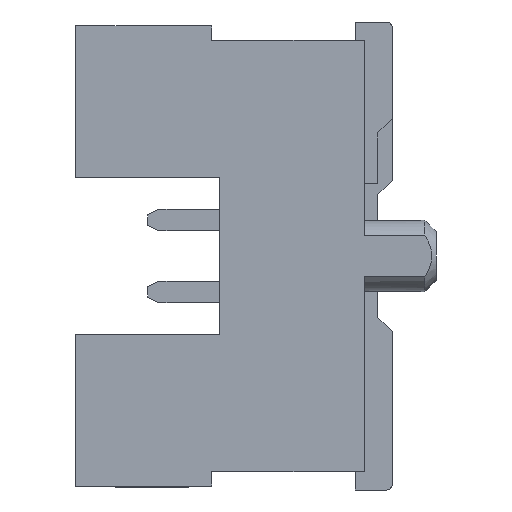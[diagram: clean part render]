
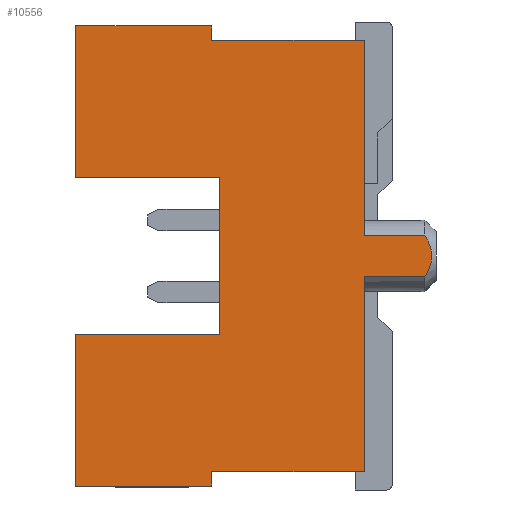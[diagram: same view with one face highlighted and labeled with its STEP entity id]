
A CAD part, left-side view. The second image highlights one B-rep face of the part: STEP entity #10556.
In plain terms, the highlighted planar face has unit normal (-1, 0, 0).
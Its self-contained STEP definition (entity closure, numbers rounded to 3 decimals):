
#733=DIRECTION('',(0.,1.,0.));
#734=VECTOR('',#733,2.54);
#735=CARTESIAN_POINT('',(-4.445,2.56,-1.395));
#736=LINE('',#735,#734);
#969=DIRECTION('',(0.,1.,0.));
#970=VECTOR('',#969,2.7);
#971=CARTESIAN_POINT('',(-4.445,0.,3.81));
#972=LINE('',#971,#970);
#977=DIRECTION('',(0.,0.,1.));
#978=VECTOR('',#977,0.255);
#979=CARTESIAN_POINT('',(-4.445,2.7,3.81));
#980=LINE('',#979,#978);
#989=DIRECTION('',(0.,-1.,0.));
#990=VECTOR('',#989,2.4);
#991=CARTESIAN_POINT('',(-4.445,5.1,4.065));
#992=LINE('',#991,#990);
#993=DIRECTION('',(0.,0.,1.));
#994=VECTOR('',#993,3.44);
#995=CARTESIAN_POINT('',(-4.445,0.,-3.81));
#996=LINE('',#995,#994);
#997=DIRECTION('',(0.,0.,-1.));
#998=VECTOR('',#997,2.67);
#999=CARTESIAN_POINT('',(-4.445,5.1,-1.395));
#1000=LINE('',#999,#998);
#1001=DIRECTION('',(0.,-1.,0.));
#1002=VECTOR('',#1001,2.54);
#1003=CARTESIAN_POINT('',(-4.445,5.1,1.395));
#1004=LINE('',#1003,#1002);
#1005=DIRECTION('',(0.,0.,-1.));
#1006=VECTOR('',#1005,2.67);
#1007=CARTESIAN_POINT('',(-4.445,5.1,4.065));
#1008=LINE('',#1007,#1006);
#1009=DIRECTION('',(0.,0.,1.));
#1010=VECTOR('',#1009,3.44);
#1011=CARTESIAN_POINT('',(-4.445,0.,0.37));
#1012=LINE('',#1011,#1010);
#1033=DIRECTION('',(0.,1.,0.));
#1034=VECTOR('',#1033,1.07);
#1035=CARTESIAN_POINT('',(-4.445,-1.07,
0.37));
#1036=LINE('',#1035,#1034);
#1037=DIRECTION('',(0.,-1.,0.));
#1038=VECTOR('',#1037,1.07);
#1039=CARTESIAN_POINT('',(-4.445,0.,-0.37));
#1040=LINE('',#1039,#1038);
#1053=CARTESIAN_POINT('',(-4.445,-1.07,
-0.37));
#1054=CARTESIAN_POINT('',(-4.445,-1.093,
-0.33));
#1055=CARTESIAN_POINT('',(-4.445,-1.134,
-0.253));
#1056=CARTESIAN_POINT('',(-4.445,-1.172,
-0.147));
#1057=CARTESIAN_POINT('',(-4.445,-1.191,
-0.048));
#1058=CARTESIAN_POINT('',(-4.445,-1.191,
0.048));
#1059=CARTESIAN_POINT('',(-4.445,-1.172,
0.147));
#1060=CARTESIAN_POINT('',(-4.445,-1.134,
0.253));
#1061=CARTESIAN_POINT('',(-4.445,-1.093,
0.33));
#1062=CARTESIAN_POINT('',(-4.445,-1.07,
0.37));
#1093=DIRECTION('',(0.,-1.,0.));
#1094=VECTOR('',#1093,2.7);
#1095=CARTESIAN_POINT('',(-4.445,2.7,-3.81));
#1096=LINE('',#1095,#1094);
#1125=DIRECTION('',(0.,0.,1.));
#1126=VECTOR('',#1125,0.255);
#1127=CARTESIAN_POINT('',(-4.445,2.7,-4.065));
#1128=LINE('',#1127,#1126);
#1137=DIRECTION('',(0.,1.,0.));
#1138=VECTOR('',#1137,2.4);
#1139=CARTESIAN_POINT('',(-4.445,2.7,-4.065));
#1140=LINE('',#1139,#1138);
#2053=DIRECTION('',(0.,0.,-1.));
#2054=VECTOR('',#2053,2.79);
#2055=CARTESIAN_POINT('',(-4.445,2.56,1.395));
#2056=LINE('',#2055,#2054);
#8225=CARTESIAN_POINT('',(-4.445,0.,3.81));
#8226=VERTEX_POINT('',#8225);
#8227=CARTESIAN_POINT('',(-4.445,0.,0.37));
#8228=VERTEX_POINT('',#8227);
#8229=CARTESIAN_POINT('',(-4.445,0.,-0.37));
#8230=VERTEX_POINT('',#8229);
#8231=CARTESIAN_POINT('',(-4.445,0.,-3.81));
#8232=VERTEX_POINT('',#8231);
#8383=CARTESIAN_POINT('',(-4.445,5.1,4.065));
#8384=VERTEX_POINT('',#8383);
#8385=CARTESIAN_POINT('',(-4.445,5.1,1.395));
#8386=VERTEX_POINT('',#8385);
#8389=CARTESIAN_POINT('',(-4.445,5.1,-1.395));
#8390=VERTEX_POINT('',#8389);
#8391=CARTESIAN_POINT('',(-4.445,5.1,-4.065));
#8392=VERTEX_POINT('',#8391);
#8405=CARTESIAN_POINT('',(-4.445,2.56,1.395));
#8406=VERTEX_POINT('',#8405);
#8407=CARTESIAN_POINT('',(-4.445,-1.07,
0.37));
#8408=VERTEX_POINT('',#8407);
#8409=VERTEX_POINT('',#1053);
#8410=CARTESIAN_POINT('',(-4.445,2.7,-3.81));
#8411=VERTEX_POINT('',#8410);
#8412=CARTESIAN_POINT('',(-4.445,2.7,-4.065));
#8413=VERTEX_POINT('',#8412);
#8414=CARTESIAN_POINT('',(-4.445,2.56,-1.395));
#8415=VERTEX_POINT('',#8414);
#8416=CARTESIAN_POINT('',(-4.445,2.7,4.065));
#8417=VERTEX_POINT('',#8416);
#8418=CARTESIAN_POINT('',(-4.445,2.7,3.81));
#8419=VERTEX_POINT('',#8418);
#10526=CARTESIAN_POINT('',(-4.445,1.955,0.));
#10527=DIRECTION('',(1.,0.,0.));
#10528=DIRECTION('',(0.,0.,1.));
#10529=AXIS2_PLACEMENT_3D('',#10526,#10527,#10528);
#10530=PLANE('',#10529);
#10532=ORIENTED_EDGE('',*,*,#10531,.F.);
#10534=ORIENTED_EDGE('',*,*,#10533,.F.);
#10536=ORIENTED_EDGE('',*,*,#10535,.F.);
#10537=ORIENTED_EDGE('',*,*,#9359,.F.);
#10539=ORIENTED_EDGE('',*,*,#10538,.F.);
#10541=ORIENTED_EDGE('',*,*,#10540,.F.);
#10543=ORIENTED_EDGE('',*,*,#10542,.T.);
#10544=ORIENTED_EDGE('',*,*,#10180,.F.);
#10545=ORIENTED_EDGE('',*,*,#10218,.F.);
#10547=ORIENTED_EDGE('',*,*,#10546,.F.);
#10548=ORIENTED_EDGE('',*,*,#10267,.F.);
#10549=ORIENTED_EDGE('',*,*,#10291,.F.);
#10550=ORIENTED_EDGE('',*,*,#10521,.T.);
#10551=ORIENTED_EDGE('',*,*,#10508,.F.);
#10552=ORIENTED_EDGE('',*,*,#10494,.F.);
#10553=ORIENTED_EDGE('',*,*,#9363,.F.);
#10554=EDGE_LOOP('',(#10532,#10534,#10536,#10537,#10539,#10541,#10543,#10544,
#10545,#10547,#10548,#10549,#10550,#10551,#10552,#10553));
#10555=FACE_OUTER_BOUND('',#10554,.F.);
#10556=ADVANCED_FACE('',(#10555),#10530,.F.);
#1063=B_SPLINE_CURVE_WITH_KNOTS('',3,(#1053,#1054,#1055,#1056,#1057,#1058,#1059,
#1060,#1061,#1062),.UNSPECIFIED.,.F.,.F.,(4,1,1,1,1,1,1,4),(0.,
0.143,0.286,0.429,0.571,
0.714,0.857,1.),.UNSPECIFIED.);
#9359=EDGE_CURVE('',#8232,#8230,#996,.T.);
#9363=EDGE_CURVE('',#8228,#8226,#1012,.T.);
#10180=EDGE_CURVE('',#8390,#8392,#1000,.T.);
#10218=EDGE_CURVE('',#8415,#8390,#736,.T.);
#10267=EDGE_CURVE('',#8386,#8406,#1004,.T.);
#10291=EDGE_CURVE('',#8384,#8386,#1008,.T.);
#10494=EDGE_CURVE('',#8226,#8419,#972,.T.);
#10508=EDGE_CURVE('',#8419,#8417,#980,.T.);
#10521=EDGE_CURVE('',#8384,#8417,#992,.T.);
#10531=EDGE_CURVE('',#8408,#8228,#1036,.T.);
#10533=EDGE_CURVE('',#8409,#8408,#1063,.T.);
#10535=EDGE_CURVE('',#8230,#8409,#1040,.T.);
#10538=EDGE_CURVE('',#8411,#8232,#1096,.T.);
#10540=EDGE_CURVE('',#8413,#8411,#1128,.T.);
#10542=EDGE_CURVE('',#8413,#8392,#1140,.T.);
#10546=EDGE_CURVE('',#8406,#8415,#2056,.T.);
